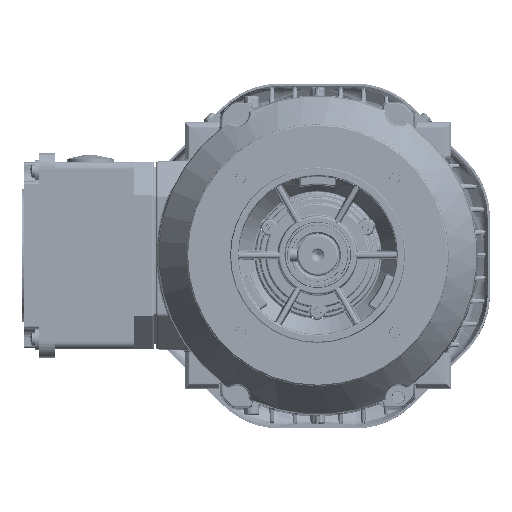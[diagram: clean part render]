
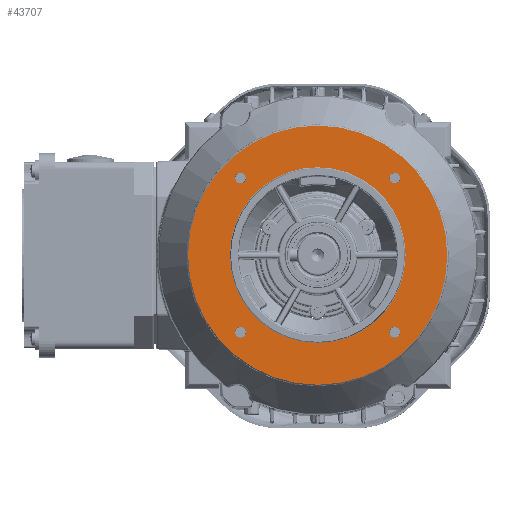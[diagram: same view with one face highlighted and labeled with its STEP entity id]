
A CAD part, top view. The second image highlights one B-rep face of the part: STEP entity #43707.
In plain terms, the highlighted planar face has unit normal (0, 0, 1).
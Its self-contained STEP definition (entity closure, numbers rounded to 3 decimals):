
#33381=FACE_BOUND('',#55429,.T.);
#33382=FACE_BOUND('',#55430,.T.);
#33383=FACE_BOUND('',#55431,.T.);
#33384=FACE_BOUND('',#55432,.T.);
#33385=FACE_BOUND('',#55433,.T.);
#33386=FACE_BOUND('',#55434,.T.);
#43707=ADVANCED_FACE('',(#33381,#33382,#33383,#33384,#33385,#33386),#45325,
 .F.);
#45325=PLANE('',#131959);
#55429=EDGE_LOOP('',(#87653));
#55430=EDGE_LOOP('',(#87654));
#55431=EDGE_LOOP('',(#87655));
#55432=EDGE_LOOP('',(#87656));
#55433=EDGE_LOOP('',(#87657));
#55434=EDGE_LOOP('',(#87658));
#87653=ORIENTED_EDGE('',*,*,#114796,.T.);
#87654=ORIENTED_EDGE('',*,*,#114798,.T.);
#87655=ORIENTED_EDGE('',*,*,#114804,.F.);
#87656=ORIENTED_EDGE('',*,*,#114800,.F.);
#87657=ORIENTED_EDGE('',*,*,#114806,.F.);
#87658=ORIENTED_EDGE('',*,*,#114802,.F.);
#99743=VERTEX_POINT('',#235278);
#99745=VERTEX_POINT('',#235284);
#99747=VERTEX_POINT('',#235289);
#99749=VERTEX_POINT('',#235295);
#99751=VERTEX_POINT('',#235301);
#99753=VERTEX_POINT('',#235307);
#114796=EDGE_CURVE('',#99743,#99743,#121953,.T.);
#114798=EDGE_CURVE('',#99745,#99745,#121955,.T.);
#114800=EDGE_CURVE('',#99747,#99747,#121957,.T.);
#114802=EDGE_CURVE('',#99749,#99749,#121959,.T.);
#114804=EDGE_CURVE('',#99751,#99751,#121961,.T.);
#114806=EDGE_CURVE('',#99753,#99753,#121963,.T.);
#121953=CIRCLE('',#131935,59.395);
#121955=CIRCLE('',#131939,40.3);
#121957=CIRCLE('',#131942,2.496);
#121959=CIRCLE('',#131946,2.496);
#121961=CIRCLE('',#131950,2.496);
#121963=CIRCLE('',#131954,2.496);
#131935=AXIS2_PLACEMENT_3D('',#235277,#155593,#155594);
#131939=AXIS2_PLACEMENT_3D('',#235283,#155601,#155602);
#131942=AXIS2_PLACEMENT_3D('',#235288,#155607,#155608);
#131946=AXIS2_PLACEMENT_3D('',#235294,#155615,#155616);
#131950=AXIS2_PLACEMENT_3D('',#235300,#155623,#155624);
#131954=AXIS2_PLACEMENT_3D('',#235306,#155631,#155632);
#131959=AXIS2_PLACEMENT_3D('',#235313,#155641,#155642);
#155593=DIRECTION('',(0.,0.,1.));
#155594=DIRECTION('',(0.,-1.,0.));
#155601=DIRECTION('',(0.,0.,-1.));
#155602=DIRECTION('',(0.,-1.,0.));
#155607=DIRECTION('',(0.,0.,1.));
#155608=DIRECTION('',(0.,-1.,0.));
#155615=DIRECTION('',(0.,0.,1.));
#155616=DIRECTION('',(0.,-1.,0.));
#155623=DIRECTION('',(0.,0.,1.));
#155624=DIRECTION('',(0.,-1.,0.));
#155631=DIRECTION('',(0.,0.,1.));
#155632=DIRECTION('',(0.,-1.,0.));
#155641=DIRECTION('',(0.,0.,-1.));
#155642=DIRECTION('',(0.,-1.,0.));
#235277=CARTESIAN_POINT('',(0.,0.,62.497));
#235278=CARTESIAN_POINT('',(0.,-59.395,62.497));
#235283=CARTESIAN_POINT('',(0.,0.,62.497));
#235284=CARTESIAN_POINT('',(0.,-40.3,62.497));
#235288=CARTESIAN_POINT('',(-35.355,35.355,62.497));
#235289=CARTESIAN_POINT('',(-35.355,32.86,62.497));
#235294=CARTESIAN_POINT('',(-35.355,-35.355,62.497));
#235295=CARTESIAN_POINT('',(-35.355,-37.851,62.497));
#235300=CARTESIAN_POINT('',(35.355,-35.355,62.497));
#235301=CARTESIAN_POINT('',(35.355,-37.851,62.497));
#235306=CARTESIAN_POINT('',(35.355,35.355,62.497));
#235307=CARTESIAN_POINT('',(35.355,32.86,62.497));
#235313=CARTESIAN_POINT('',(0.,0.,62.497));
